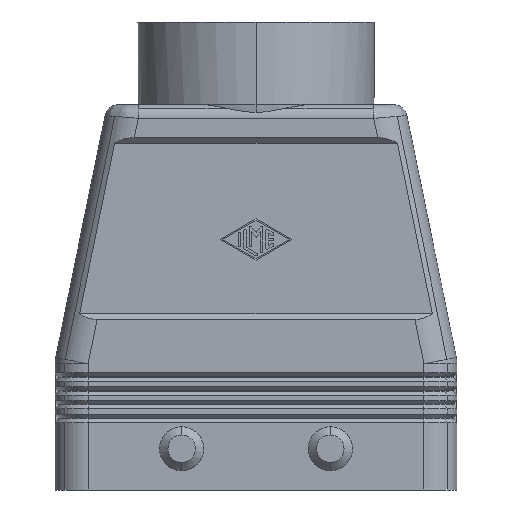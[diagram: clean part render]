
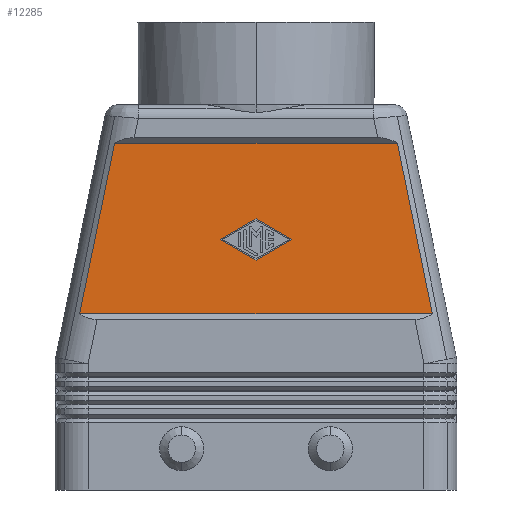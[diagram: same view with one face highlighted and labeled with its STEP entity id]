
A CAD part, front view. The second image highlights one B-rep face of the part: STEP entity #12285.
In plain terms, the highlighted planar face has unit normal (0, -1, 0).
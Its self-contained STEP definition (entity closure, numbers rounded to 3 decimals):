
#539=CARTESIAN_POINT('',(25.691,-20.5,63.0));
#540=VERTEX_POINT('',#539);
#548=CARTESIAN_POINT('',(32.025,-20.5,32.));
#549=VERTEX_POINT('',#548);
#550=CARTESIAN_POINT('',(25.691,-20.5,63.0));
#551=DIRECTION('',(0.2,0.0,-0.98));
#552=VECTOR('',#551,31.64);
#553=LINE('',#550,#552);
#554=EDGE_CURVE('',#540,#549,#553,.T.);
#775=CARTESIAN_POINT('',(-32.025,-20.5,32.));
#776=VERTEX_POINT('',#775);
#784=CARTESIAN_POINT('',(-25.691,-20.5,63.0));
#785=VERTEX_POINT('',#784);
#786=CARTESIAN_POINT('',(-32.025,-20.5,32.));
#787=DIRECTION('',(0.2,0.0,0.98));
#788=VECTOR('',#787,31.64);
#789=LINE('',#786,#788);
#790=EDGE_CURVE('',#776,#785,#789,.T.);
#11430=CARTESIAN_POINT('',(0.,-20.5,49.249));
#11431=VERTEX_POINT('',#11430);
#11432=CARTESIAN_POINT('',(6.5,-20.5,45.5));
#11433=VERTEX_POINT('',#11432);
#11434=CARTESIAN_POINT('',(0.,-20.5,49.249));
#11435=DIRECTION('',(0.866,0.0,-0.5));
#11436=VECTOR('',#11435,7.504);
#11437=LINE('',#11434,#11436);
#11438=EDGE_CURVE('',#11431,#11433,#11437,.T.);
#11470=CARTESIAN_POINT('',(0.,-20.5,41.751));
#11471=VERTEX_POINT('',#11470);
#11472=CARTESIAN_POINT('',(6.5,-20.5,45.5));
#11473=DIRECTION('',(-0.866,0.0,-0.5));
#11474=VECTOR('',#11473,7.504);
#11475=LINE('',#11472,#11474);
#11476=EDGE_CURVE('',#11433,#11471,#11475,.T.);
#11554=CARTESIAN_POINT('',(-6.5,-20.5,45.5));
#11555=VERTEX_POINT('',#11554);
#11556=CARTESIAN_POINT('',(0.,-20.5,41.751));
#11557=DIRECTION('',(-0.866,0.0,0.5));
#11558=VECTOR('',#11557,7.504);
#11559=LINE('',#11556,#11558);
#11560=EDGE_CURVE('',#11471,#11555,#11559,.T.);
#11585=CARTESIAN_POINT('',(-6.5,-20.5,45.5));
#11586=DIRECTION('',(0.866,0.0,0.5));
#11587=VECTOR('',#11586,7.504);
#11588=LINE('',#11585,#11587);
#11589=EDGE_CURVE('',#11555,#11431,#11588,.T.);
#12258=CARTESIAN_POINT('',(0.0,-20.5,63.0));
#12259=DIRECTION('',(0.0,1.0,0.0));
#12260=DIRECTION('',(0.0,0.0,1.0));
#12261=AXIS2_PLACEMENT_3D('',#12258,#12259,#12260);
#12262=PLANE('',#12261);
#12263=ORIENTED_EDGE('',*,*,#554,.F.);
#12264=CARTESIAN_POINT('',(-25.691,-20.5,63.0));
#12265=DIRECTION('',(1.0,0.0,0.0));
#12266=VECTOR('',#12265,51.383);
#12267=LINE('',#12264,#12266);
#12268=EDGE_CURVE('',#785,#540,#12267,.T.);
#12269=ORIENTED_EDGE('',*,*,#12268,.F.);
#12270=ORIENTED_EDGE('',*,*,#790,.F.);
#12271=CARTESIAN_POINT('',(-32.025,-20.5,32.));
#12272=DIRECTION('',(1.0,0.0,0.0));
#12273=VECTOR('',#12272,64.049);
#12274=LINE('',#12271,#12273);
#12275=EDGE_CURVE('',#776,#549,#12274,.T.);
#12276=ORIENTED_EDGE('',*,*,#12275,.T.);
#12277=EDGE_LOOP('',(#12263,#12269,#12270,#12276));
#12278=FACE_OUTER_BOUND('',#12277,.T.);
#12279=ORIENTED_EDGE('',*,*,#11560,.T.);
#12280=ORIENTED_EDGE('',*,*,#11589,.T.);
#12281=ORIENTED_EDGE('',*,*,#11438,.T.);
#12282=ORIENTED_EDGE('',*,*,#11476,.T.);
#12283=EDGE_LOOP('',(#12279,#12280,#12281,#12282));
#12284=FACE_BOUND('',#12283,.T.);
#12285=ADVANCED_FACE('',(#12278,#12284),#12262,.F.);
